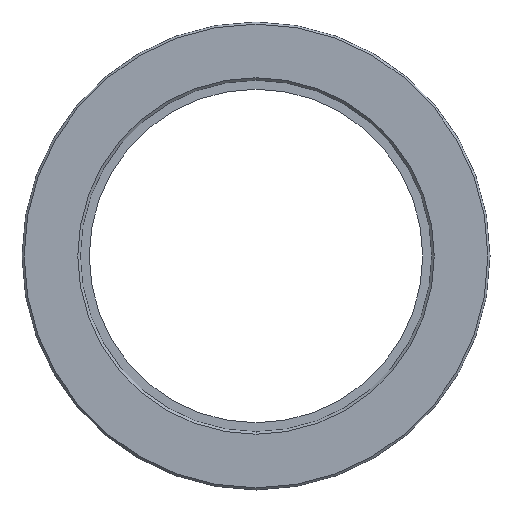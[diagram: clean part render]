
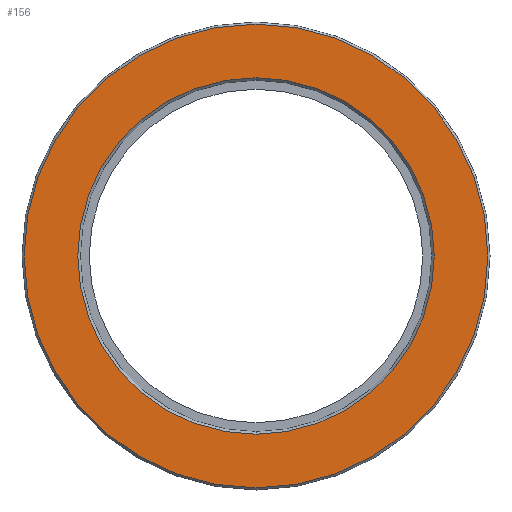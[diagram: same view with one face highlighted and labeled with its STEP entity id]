
A CAD part, front view. The second image highlights one B-rep face of the part: STEP entity #156.
In plain terms, the highlighted planar face has unit normal (0, -1, 0).
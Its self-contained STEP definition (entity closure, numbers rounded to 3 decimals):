
#39 = VERTEX_POINT ( 'NONE', #417 ) ;
#46 = EDGE_CURVE ( 'NONE', #39, #175, #403, .T. ) ;
#47 = EDGE_CURVE ( 'NONE', #170, #173, #336, .T. ) ;
#73 = ORIENTED_EDGE ( 'NONE', *, *, #47, .T. ) ;
#134 = EDGE_LOOP ( 'NONE', ( #139, #155 ) ) ;
#139 = ORIENTED_EDGE ( 'NONE', *, *, #46, .T. ) ;
#141 = EDGE_CURVE ( 'NONE', #175, #39, #301, .T. ) ;
#154 = EDGE_LOOP ( 'NONE', ( #158, #73 ) ) ;
#155 = ORIENTED_EDGE ( 'NONE', *, *, #141, .T. ) ;
#156 = ADVANCED_FACE ( 'NONE', ( #478, #440 ), #444, .T. ) ;
#157 = EDGE_CURVE ( 'NONE', #173, #170, #445, .T. ) ;
#158 = ORIENTED_EDGE ( 'NONE', *, *, #157, .T. ) ;
#170 = VERTEX_POINT ( 'NONE', #491 ) ;
#173 = VERTEX_POINT ( 'NONE', #481 ) ;
#175 = VERTEX_POINT ( 'NONE', #427 ) ;
#201 = DIRECTION ( 'NONE',  ( 0., 0., -1. ) ) ;
#202 = DIRECTION ( 'NONE',  ( 0., 1., 0. ) ) ;
#203 = CARTESIAN_POINT ( 'NONE',  ( 0., 0., 0. ) ) ;
#301 = CIRCLE ( 'NONE', #302, 20.95 ) ;
#302 = AXIS2_PLACEMENT_3D ( 'NONE', #203, #202, #201 ) ;
#336 = CIRCLE ( 'NONE', #398, 27.25 ) ;
#393 = DIRECTION ( 'NONE',  ( 0., 0., -1. ) ) ;
#394 = DIRECTION ( 'NONE',  ( 0., -1., 0. ) ) ;
#398 = AXIS2_PLACEMENT_3D ( 'NONE', #404, #394, #393 ) ;
#399 = DIRECTION ( 'NONE',  ( 0., 0., -1. ) ) ;
#400 = DIRECTION ( 'NONE',  ( 0., 1., 0. ) ) ;
#401 = CARTESIAN_POINT ( 'NONE',  ( 0., 0., 0. ) ) ;
#402 = AXIS2_PLACEMENT_3D ( 'NONE', #401, #400, #399 ) ;
#403 = CIRCLE ( 'NONE', #402, 20.95 ) ;
#404 = CARTESIAN_POINT ( 'NONE',  ( 0., 0., 0. ) ) ;
#417 = CARTESIAN_POINT ( 'NONE',  ( 0., 0., -20.95 ) ) ;
#427 = CARTESIAN_POINT ( 'NONE',  ( 0., 0., 20.95 ) ) ;
#438 = AXIS2_PLACEMENT_3D ( 'NONE', #476, #472, #471 ) ;
#440 = FACE_OUTER_BOUND ( 'NONE', #154, .T. ) ;
#444 = PLANE ( 'NONE',  #438 ) ;
#445 = CIRCLE ( 'NONE', #470, 27.25 ) ;
#467 = DIRECTION ( 'NONE',  ( 0., 0., -1. ) ) ;
#468 = DIRECTION ( 'NONE',  ( 0., -1., 0. ) ) ;
#469 = CARTESIAN_POINT ( 'NONE',  ( 0., 0., 0. ) ) ;
#470 = AXIS2_PLACEMENT_3D ( 'NONE', #469, #468, #467 ) ;
#471 = DIRECTION ( 'NONE',  ( 0., 0., -1. ) ) ;
#472 = DIRECTION ( 'NONE',  ( 0., -1., 0. ) ) ;
#476 = CARTESIAN_POINT ( 'NONE',  ( -20.65, 0., 0. ) ) ;
#478 = FACE_BOUND ( 'NONE', #134, .T. ) ;
#481 = CARTESIAN_POINT ( 'NONE',  ( 0., 0., 27.25 ) ) ;
#491 = CARTESIAN_POINT ( 'NONE',  ( 0., 0., -27.25 ) ) ;
